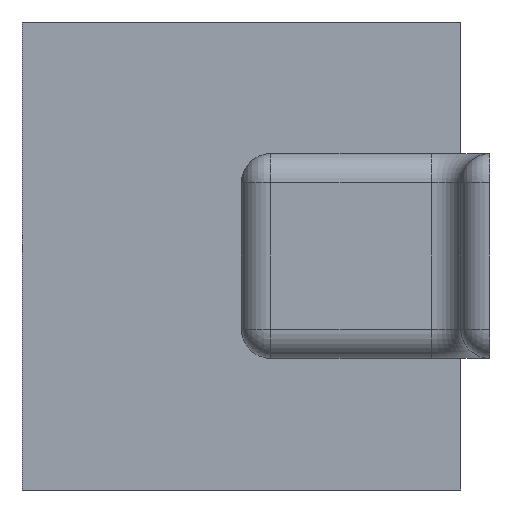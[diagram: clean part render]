
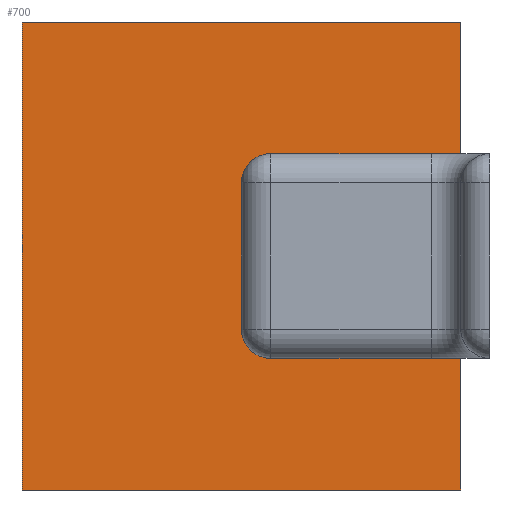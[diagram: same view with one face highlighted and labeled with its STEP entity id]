
A CAD part, left-side view. The second image highlights one B-rep face of the part: STEP entity #700.
In plain terms, the highlighted planar face has unit normal (-1, 0, 0).
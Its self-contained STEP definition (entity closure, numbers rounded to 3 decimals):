
#49=FACE_OUTER_BOUND('',#93,.T.);
#93=EDGE_LOOP('',(#472,#473,#474,#475,#476,#477,#478,#479,#480,#481,#482,
#483));
#140=CIRCLE('',#775,0.1);
#141=CIRCLE('',#776,0.1);
#175=LINE('',#1085,#229);
#176=LINE('',#1092,#230);
#195=LINE('',#1146,#249);
#197=LINE('',#1149,#251);
#198=LINE('',#1151,#252);
#199=LINE('',#1155,#253);
#200=LINE('',#1158,#254);
#201=LINE('',#1160,#255);
#202=LINE('',#1162,#256);
#203=LINE('',#1163,#257);
#229=VECTOR('',#852,1000.);
#230=VECTOR('',#859,1000.);
#249=VECTOR('',#902,1000.);
#251=VECTOR('',#906,1000.);
#252=VECTOR('',#907,1000.);
#253=VECTOR('',#910,1000.);
#254=VECTOR('',#913,1000.);
#255=VECTOR('',#914,1000.);
#256=VECTOR('',#915,1000.);
#257=VECTOR('',#916,1000.);
#284=VERTEX_POINT('',#1082);
#285=VERTEX_POINT('',#1084);
#286=VERTEX_POINT('',#1088);
#288=VERTEX_POINT('',#1091);
#310=VERTEX_POINT('',#1143);
#311=VERTEX_POINT('',#1145);
#312=VERTEX_POINT('',#1150);
#313=VERTEX_POINT('',#1152);
#314=VERTEX_POINT('',#1154);
#315=VERTEX_POINT('',#1156);
#316=VERTEX_POINT('',#1159);
#317=VERTEX_POINT('',#1161);
#340=EDGE_CURVE('',#285,#284,#175,.T.);
#343=EDGE_CURVE('',#288,#286,#176,.T.);
#369=EDGE_CURVE('',#311,#310,#195,.T.);
#371=EDGE_CURVE('',#310,#288,#197,.T.);
#372=EDGE_CURVE('',#286,#312,#198,.T.);
#373=EDGE_CURVE('',#312,#313,#140,.T.);
#374=EDGE_CURVE('',#313,#314,#199,.T.);
#375=EDGE_CURVE('',#314,#315,#141,.T.);
#376=EDGE_CURVE('',#315,#285,#200,.T.);
#377=EDGE_CURVE('',#284,#316,#201,.T.);
#378=EDGE_CURVE('',#317,#316,#202,.T.);
#379=EDGE_CURVE('',#311,#317,#203,.T.);
#472=ORIENTED_EDGE('',*,*,#371,.T.);
#473=ORIENTED_EDGE('',*,*,#343,.T.);
#474=ORIENTED_EDGE('',*,*,#372,.T.);
#475=ORIENTED_EDGE('',*,*,#373,.T.);
#476=ORIENTED_EDGE('',*,*,#374,.T.);
#477=ORIENTED_EDGE('',*,*,#375,.T.);
#478=ORIENTED_EDGE('',*,*,#376,.T.);
#479=ORIENTED_EDGE('',*,*,#340,.T.);
#480=ORIENTED_EDGE('',*,*,#377,.T.);
#481=ORIENTED_EDGE('',*,*,#378,.F.);
#482=ORIENTED_EDGE('',*,*,#379,.F.);
#483=ORIENTED_EDGE('',*,*,#369,.T.);
#639=PLANE('',#774);
#700=ADVANCED_FACE('',(#49),#639,.F.);
#774=AXIS2_PLACEMENT_3D('',#1148,#904,#905);
#775=AXIS2_PLACEMENT_3D('',#1153,#908,#909);
#776=AXIS2_PLACEMENT_3D('',#1157,#911,#912);
#852=DIRECTION('',(0.,-1.,0.));
#859=DIRECTION('',(0.,1.,0.));
#902=DIRECTION('',(0.,-1.,0.));
#904=DIRECTION('center_axis',(1.,0.,0.));
#905=DIRECTION('ref_axis',(0.,0.,-1.));
#906=DIRECTION('',(0.,0.,1.));
#907=DIRECTION('',(0.,1.,0.));
#908=DIRECTION('center_axis',(1.,0.,0.));
#909=DIRECTION('ref_axis',(0.,0.,-1.));
#910=DIRECTION('',(0.,0.,1.));
#911=DIRECTION('center_axis',(1.,0.,0.));
#912=DIRECTION('ref_axis',(0.,0.,-1.));
#913=DIRECTION('',(0.,-1.,0.));
#914=DIRECTION('',(0.,0.,1.));
#915=DIRECTION('',(0.,-1.,0.));
#916=DIRECTION('',(0.,0.,1.));
#1082=CARTESIAN_POINT('',(-1.5,-0.75,0.35));
#1084=CARTESIAN_POINT('',(-1.5,-0.65,0.35));
#1085=CARTESIAN_POINT('',(-1.5,-0.85,0.35));
#1088=CARTESIAN_POINT('',(-1.5,-0.65,-0.35));
#1091=CARTESIAN_POINT('',(-1.5,-0.75,-0.35));
#1092=CARTESIAN_POINT('',(-1.5,-0.85,-0.35));
#1143=CARTESIAN_POINT('',(-1.5,-0.75,-0.8));
#1145=CARTESIAN_POINT('',(-1.5,0.75,-0.8));
#1146=CARTESIAN_POINT('',(-1.5,0.75,-0.8));
#1148=CARTESIAN_POINT('Origin',(-1.5,0.75,0.8));
#1149=CARTESIAN_POINT('',(-1.5,-0.75,0.8));
#1150=CARTESIAN_POINT('',(-1.5,-0.1,-0.35));
#1151=CARTESIAN_POINT('',(-1.5,-0.85,-0.35));
#1152=CARTESIAN_POINT('',(-1.5,0.,-0.25));
#1153=CARTESIAN_POINT('Origin',(-1.5,-0.1,-0.25));
#1154=CARTESIAN_POINT('',(-1.5,0.,0.25));
#1155=CARTESIAN_POINT('',(-1.5,0.,0.35));
#1156=CARTESIAN_POINT('',(-1.5,-0.1,0.35));
#1157=CARTESIAN_POINT('Origin',(-1.5,-0.1,0.25));
#1158=CARTESIAN_POINT('',(-1.5,-0.85,0.35));
#1159=CARTESIAN_POINT('',(-1.5,-0.75,0.8));
#1160=CARTESIAN_POINT('',(-1.5,-0.75,0.8));
#1161=CARTESIAN_POINT('',(-1.5,0.75,0.8));
#1162=CARTESIAN_POINT('',(-1.5,0.75,0.8));
#1163=CARTESIAN_POINT('',(-1.5,0.75,0.8));
